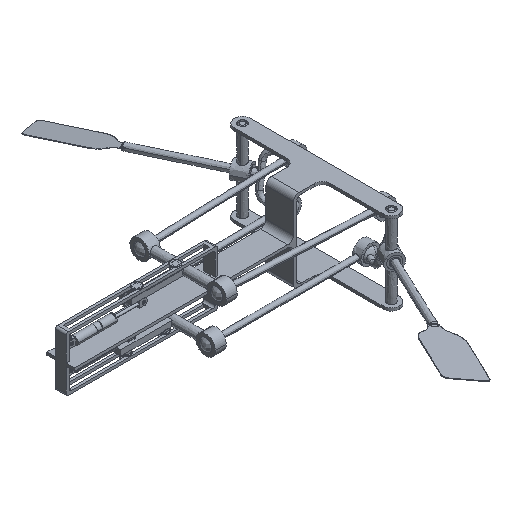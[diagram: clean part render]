
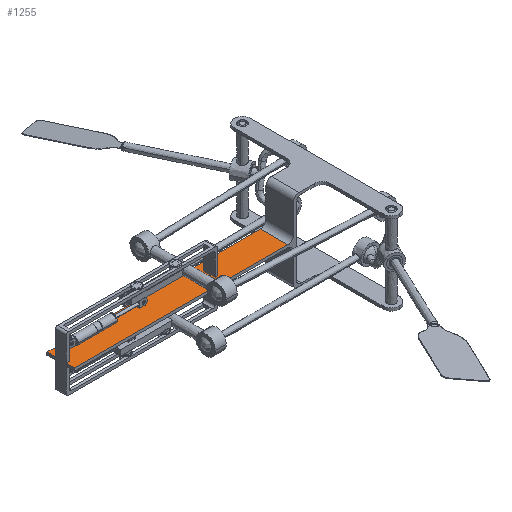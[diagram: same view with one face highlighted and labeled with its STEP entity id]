
A CAD part, isometric view. The second image highlights one B-rep face of the part: STEP entity #1255.
In plain terms, the highlighted free-form (B-spline) face has degree [1, 1] with [2, 2] control points.
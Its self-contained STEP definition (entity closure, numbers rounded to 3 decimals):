
#1255 = ADVANCED_FACE('',(#1256,#1314),#1344,.F.);
#1256 = FACE_BOUND('',#1257,.T.);
#1257 = EDGE_LOOP('',(#1258,#1267,#1274,#1281,#1288,#1295,#1302,#1309));
#1258 = ORIENTED_EDGE('',*,*,#1259,.T.);
#1259 = EDGE_CURVE('',#1260,#1262,#1264,.T.);
#1260 = VERTEX_POINT('',#1261);
#1261 = CARTESIAN_POINT('',(-12.782,-36.836,
    3.684));
#1262 = VERTEX_POINT('',#1263);
#1263 = CARTESIAN_POINT('',(-12.782,36.836,
    3.684));
#1264 = B_SPLINE_CURVE_WITH_KNOTS('',1,(#1265,#1266),.UNSPECIFIED.,.F.,
  .F.,(2,2),(-25.,25.),.PIECEWISE_BEZIER_KNOTS.);
#1265 = CARTESIAN_POINT('',(-12.782,-36.836,
    3.684));
#1266 = CARTESIAN_POINT('',(-12.782,36.836,
    3.684));
#1267 = ORIENTED_EDGE('',*,*,#1268,.T.);
#1268 = EDGE_CURVE('',#1262,#1269,#1271,.T.);
#1269 = VERTEX_POINT('',#1270);
#1270 = CARTESIAN_POINT('',(-583.747,36.836,3.684
    ));
#1271 = B_SPLINE_CURVE_WITH_KNOTS('',1,(#1272,#1273),.UNSPECIFIED.,.F.,
  .F.,(2,2),(-193.75,193.75),.PIECEWISE_BEZIER_KNOTS.);
#1272 = CARTESIAN_POINT('',(-12.782,36.836,
    3.684));
#1273 = CARTESIAN_POINT('',(-583.747,36.836,3.684
    ));
#1274 = ORIENTED_EDGE('',*,*,#1275,.T.);
#1275 = EDGE_CURVE('',#1269,#1276,#1278,.T.);
#1276 = VERTEX_POINT('',#1277);
#1277 = CARTESIAN_POINT('',(-583.747,14.735,3.684
    ));
#1278 = B_SPLINE_CURVE_WITH_KNOTS('',1,(#1279,#1280),.UNSPECIFIED.,.F.,
  .F.,(2,2),(-7.5,7.5),.PIECEWISE_BEZIER_KNOTS.);
#1279 = CARTESIAN_POINT('',(-583.747,36.836,3.684
    ));
#1280 = CARTESIAN_POINT('',(-583.747,14.735,3.684
    ));
#1281 = ORIENTED_EDGE('',*,*,#1282,.F.);
#1282 = EDGE_CURVE('',#1283,#1276,#1285,.T.);
#1283 = VERTEX_POINT('',#1284);
#1284 = CARTESIAN_POINT('',(-576.38,14.735,
    3.684));
#1285 = B_SPLINE_CURVE_WITH_KNOTS('',1,(#1286,#1287),.UNSPECIFIED.,.F.,
  .F.,(2,2),(-2.5,2.5),.PIECEWISE_BEZIER_KNOTS.);
#1286 = CARTESIAN_POINT('',(-576.38,14.735,
    3.684));
#1287 = CARTESIAN_POINT('',(-583.747,14.735,3.684
    ));
#1288 = ORIENTED_EDGE('',*,*,#1289,.F.);
#1289 = EDGE_CURVE('',#1290,#1283,#1292,.T.);
#1290 = VERTEX_POINT('',#1291);
#1291 = CARTESIAN_POINT('',(-576.38,-14.735,
    3.684));
#1292 = B_SPLINE_CURVE_WITH_KNOTS('',1,(#1293,#1294),.UNSPECIFIED.,.F.,
  .F.,(2,2),(-10.,10.),.PIECEWISE_BEZIER_KNOTS.);
#1293 = CARTESIAN_POINT('',(-576.38,-14.735,
    3.684));
#1294 = CARTESIAN_POINT('',(-576.38,14.735,
    3.684));
#1295 = ORIENTED_EDGE('',*,*,#1296,.F.);
#1296 = EDGE_CURVE('',#1297,#1290,#1299,.T.);
#1297 = VERTEX_POINT('',#1298);
#1298 = CARTESIAN_POINT('',(-583.747,-14.735,
    3.684));
#1299 = B_SPLINE_CURVE_WITH_KNOTS('',1,(#1300,#1301),.UNSPECIFIED.,.F.,
  .F.,(2,2),(-2.5,2.5),.PIECEWISE_BEZIER_KNOTS.);
#1300 = CARTESIAN_POINT('',(-583.747,-14.735,
    3.684));
#1301 = CARTESIAN_POINT('',(-576.38,-14.735,
    3.684));
#1302 = ORIENTED_EDGE('',*,*,#1303,.T.);
#1303 = EDGE_CURVE('',#1297,#1304,#1306,.T.);
#1304 = VERTEX_POINT('',#1305);
#1305 = CARTESIAN_POINT('',(-583.747,-36.836,
    3.684));
#1306 = B_SPLINE_CURVE_WITH_KNOTS('',1,(#1307,#1308),.UNSPECIFIED.,.F.,
  .F.,(2,2),(-7.5,7.5),.PIECEWISE_BEZIER_KNOTS.);
#1307 = CARTESIAN_POINT('',(-583.747,-14.735,
    3.684));
#1308 = CARTESIAN_POINT('',(-583.747,-36.836,
    3.684));
#1309 = ORIENTED_EDGE('',*,*,#1310,.F.);
#1310 = EDGE_CURVE('',#1260,#1304,#1311,.T.);
#1311 = B_SPLINE_CURVE_WITH_KNOTS('',1,(#1312,#1313),.UNSPECIFIED.,.F.,
  .F.,(2,2),(-193.75,193.75),.PIECEWISE_BEZIER_KNOTS.);
#1312 = CARTESIAN_POINT('',(-12.782,-36.836,
    3.684));
#1313 = CARTESIAN_POINT('',(-583.747,-36.836,
    3.684));
#1314 = FACE_BOUND('',#1315,.T.);
#1315 = EDGE_LOOP('',(#1316,#1325,#1332,#1339));
#1316 = ORIENTED_EDGE('',*,*,#1317,.F.);
#1317 = EDGE_CURVE('',#1318,#1320,#1322,.T.);
#1318 = VERTEX_POINT('',#1319);
#1319 = CARTESIAN_POINT('',(-178.546,14.735,3.684
    ));
#1320 = VERTEX_POINT('',#1321);
#1321 = CARTESIAN_POINT('',(-185.913,14.735,
    3.684));
#1322 = B_SPLINE_CURVE_WITH_KNOTS('',1,(#1323,#1324),.UNSPECIFIED.,.F.,
  .F.,(2,2),(-2.5,2.5),.PIECEWISE_BEZIER_KNOTS.);
#1323 = CARTESIAN_POINT('',(-178.546,14.735,3.684
    ));
#1324 = CARTESIAN_POINT('',(-185.913,14.735,
    3.684));
#1325 = ORIENTED_EDGE('',*,*,#1326,.F.);
#1326 = EDGE_CURVE('',#1327,#1318,#1329,.T.);
#1327 = VERTEX_POINT('',#1328);
#1328 = CARTESIAN_POINT('',(-178.546,-14.735,
    3.684));
#1329 = B_SPLINE_CURVE_WITH_KNOTS('',1,(#1330,#1331),.UNSPECIFIED.,.F.,
  .F.,(2,2),(-10.,10.),.PIECEWISE_BEZIER_KNOTS.);
#1330 = CARTESIAN_POINT('',(-178.546,-14.735,
    3.684));
#1331 = CARTESIAN_POINT('',(-178.546,14.735,3.684
    ));
#1332 = ORIENTED_EDGE('',*,*,#1333,.F.);
#1333 = EDGE_CURVE('',#1334,#1327,#1336,.T.);
#1334 = VERTEX_POINT('',#1335);
#1335 = CARTESIAN_POINT('',(-185.913,-14.735,
    3.684));
#1336 = B_SPLINE_CURVE_WITH_KNOTS('',1,(#1337,#1338),.UNSPECIFIED.,.F.,
  .F.,(2,2),(-2.5,2.5),.PIECEWISE_BEZIER_KNOTS.);
#1337 = CARTESIAN_POINT('',(-185.913,-14.735,
    3.684));
#1338 = CARTESIAN_POINT('',(-178.546,-14.735,
    3.684));
#1339 = ORIENTED_EDGE('',*,*,#1340,.T.);
#1340 = EDGE_CURVE('',#1334,#1320,#1341,.T.);
#1341 = B_SPLINE_CURVE_WITH_KNOTS('',1,(#1342,#1343),.UNSPECIFIED.,.F.,
  .F.,(2,2),(-10.,10.),.PIECEWISE_BEZIER_KNOTS.);
#1342 = CARTESIAN_POINT('',(-185.913,-14.735,
    3.684));
#1343 = CARTESIAN_POINT('',(-185.913,14.735,
    3.684));
#1344 = B_SPLINE_SURFACE_WITH_KNOTS('',1,1,(
    (#1345,#1346)
    ,(#1347,#1348
    )),.UNSPECIFIED.,.F.,.F.,.F.,(2,2),(2,2),(10.,397.5),(-25.,25.),
  .PIECEWISE_BEZIER_KNOTS.);
#1345 = CARTESIAN_POINT('',(-12.782,-36.836,
    3.684));
#1346 = CARTESIAN_POINT('',(-12.782,36.836,
    3.684));
#1347 = CARTESIAN_POINT('',(-583.747,-36.836,
    3.684));
#1348 = CARTESIAN_POINT('',(-583.747,36.836,3.684
    ));
